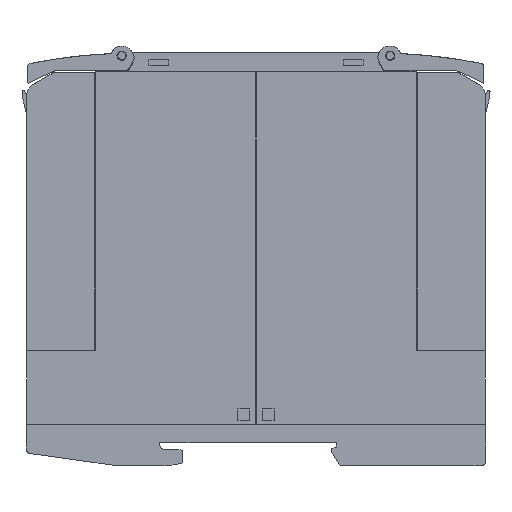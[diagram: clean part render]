
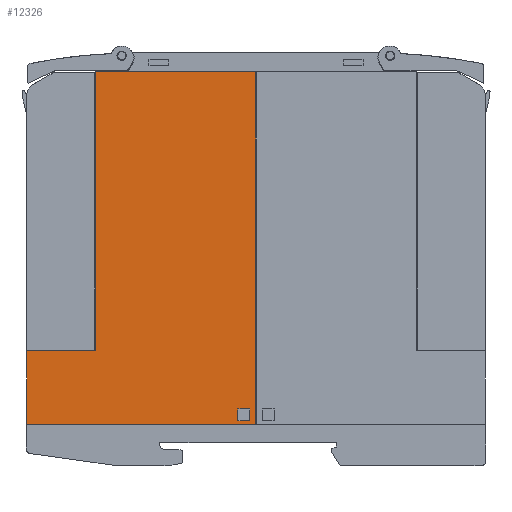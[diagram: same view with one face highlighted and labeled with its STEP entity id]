
A CAD part, left-side view. The second image highlights one B-rep face of the part: STEP entity #12326.
In plain terms, the highlighted planar face has unit normal (-1, 0, 0).
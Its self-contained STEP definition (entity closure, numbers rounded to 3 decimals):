
#12326=ADVANCED_FACE('',(#32349,#32350),#32351,.T.);
#14520=VERTEX_POINT('',#34587);
#14526=VERTEX_POINT('',#34593);
#14528=EDGE_CURVE('',#14526,#14520,#34595,.T.);
#14572=VERTEX_POINT('',#34639);
#14574=EDGE_CURVE('',#14572,#14526,#34641,.T.);
#26860=VERTEX_POINT('',#46927);
#26864=VERTEX_POINT('',#46931);
#26866=EDGE_CURVE('',#26864,#26860,#46933,.T.);
#27094=VERTEX_POINT('',#47161);
#27098=VERTEX_POINT('',#47165);
#27100=EDGE_CURVE('',#27098,#27094,#47167,.T.);
#27112=VERTEX_POINT('',#47179);
#27116=EDGE_CURVE('',#27094,#27112,#47183,.T.);
#27132=VERTEX_POINT('',#47199);
#27134=EDGE_CURVE('',#27132,#26864,#47201,.T.);
#27146=VERTEX_POINT('',#47213);
#27148=EDGE_CURVE('',#27146,#27098,#47215,.T.);
#27154=EDGE_CURVE('',#27112,#27146,#47221,.T.);
#27158=EDGE_CURVE('',#27132,#14520,#47225,.T.);
#27162=EDGE_CURVE('',#26860,#14572,#47229,.T.);
#32349=FACE_OUTER_BOUND('',#52406,.T.);
#32350=FACE_BOUND('',#52407,.T.);
#32351=PLANE('',#52408);
#34587=CARTESIAN_POINT('',(0.0,100.899,25.101));
#34593=CARTESIAN_POINT('',(0.0,85.799,25.101));
#34595=LINE('',#56190,#56191);
#34639=CARTESIAN_POINT('',(0.0,85.799,85.801));
#34641=LINE('',#56260,#56261);
#46927=CARTESIAN_POINT('',(0.0,50.999,85.801));
#46931=CARTESIAN_POINT('',(0.0,50.999,9.001));
#46933=LINE('',#75971,#75972);
#47161=CARTESIAN_POINT('',(0.0,54.899,9.801));
#47165=CARTESIAN_POINT('',(0.0,52.299,9.801));
#47167=LINE('',#76341,#76342);
#47179=CARTESIAN_POINT('',(0.0,54.899,12.401));
#47183=LINE('',#76369,#76370);
#47199=CARTESIAN_POINT('',(0.0,100.899,9.001));
#47201=LINE('',#76397,#76398);
#47213=CARTESIAN_POINT('',(0.0,52.299,12.401));
#47215=LINE('',#76419,#76420);
#47221=LINE('',#76431,#76432);
#47225=LINE('',#76439,#76440);
#47229=LINE('',#76447,#76448);
#52406=EDGE_LOOP('',(#92033,#92034,#92035,#92036,#92037,#92038));
#52407=EDGE_LOOP('',(#92039,#92040,#92041,#92042));
#52408=AXIS2_PLACEMENT_3D('',#92043,#92044,#92045);
#56190=CARTESIAN_POINT('',(0.0,72.199,25.101));
#56191=VECTOR('',#93288,1.0);
#56260=CARTESIAN_POINT('',(0.0,85.799,32.226));
#56261=VECTOR('',#93300,1.0);
#75971=CARTESIAN_POINT('',(0.0,50.999,9.001));
#75972=VECTOR('',#98092,1.0);
#76341=CARTESIAN_POINT('',(0.0,52.299,9.801));
#76342=VECTOR('',#98160,1.0);
#76369=CARTESIAN_POINT('',(0.0,54.899,10.051));
#76370=VECTOR('',#98166,1.0);
#76397=CARTESIAN_POINT('',(0.0,100.899,9.001));
#76398=VECTOR('',#98171,1.0);
#76419=CARTESIAN_POINT('',(0.0,52.299,10.051));
#76420=VECTOR('',#98175,1.0);
#76431=CARTESIAN_POINT('',(0.0,52.299,12.401));
#76432=VECTOR('',#98178,1.0);
#76439=CARTESIAN_POINT('',(0.0,100.899,9.001));
#76440=VECTOR('',#98180,1.0);
#76447=CARTESIAN_POINT('',(0.0,100.899,85.801));
#76448=VECTOR('',#98182,1.0);
#92033=ORIENTED_EDGE('',*,*,#14528,.T.);
#92034=ORIENTED_EDGE('',*,*,#27158,.F.);
#92035=ORIENTED_EDGE('',*,*,#27134,.T.);
#92036=ORIENTED_EDGE('',*,*,#26866,.T.);
#92037=ORIENTED_EDGE('',*,*,#27162,.T.);
#92038=ORIENTED_EDGE('',*,*,#14574,.T.);
#92039=ORIENTED_EDGE('',*,*,#27148,.T.);
#92040=ORIENTED_EDGE('',*,*,#27100,.T.);
#92041=ORIENTED_EDGE('',*,*,#27116,.T.);
#92042=ORIENTED_EDGE('',*,*,#27154,.T.);
#92043=CARTESIAN_POINT('',(0.0,50.999,9.001));
#92044=DIRECTION('',(-1.0,0.0,0.0));
#92045=DIRECTION('',(0.0,1.0,0.0));
#93288=DIRECTION('',(0.0,1.0,0.0));
#93300=DIRECTION('',(0.0,0.0,-1.0));
#98092=DIRECTION('',(0.0,0.0,1.0));
#98160=DIRECTION('',(0.0,1.0,0.0));
#98166=DIRECTION('',(0.0,0.0,1.0));
#98171=DIRECTION('',(0.0,-1.0,0.0));
#98175=DIRECTION('',(0.0,0.0,-1.0));
#98178=DIRECTION('',(0.0,-1.0,0.0));
#98180=DIRECTION('',(0.0,0.0,1.0));
#98182=DIRECTION('',(0.0,1.0,0.0));
